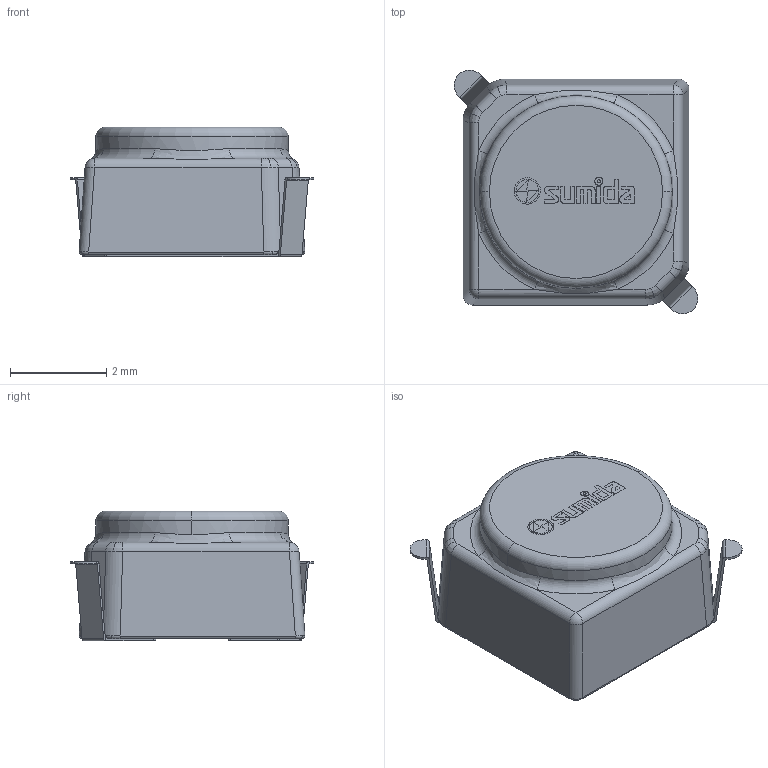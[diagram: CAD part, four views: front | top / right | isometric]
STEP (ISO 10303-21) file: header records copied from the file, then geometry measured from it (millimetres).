
FILE_DESCRIPTION (( 'STEP AP214' ), '1' );
FILE_NAME ('CDRH4D22HPNP-2R2NC.STEP', '2022-10-26T16:20:15', ( '' ), ( '' ), 'SwSTEP 2.0', 'SolidWorks 2022', '' );
FILE_SCHEMA (( 'AUTOMOTIVE_DESIGN' ));
Length unit declared in the file: millimetre
Products named in the file (3): CDRH4D22HPNP-2R2NC; Sumida Logo
Assembly tree (2 placements, depth 2):
  CDRH4D22HPNP-2R2NC
    CDRH4D22HPNP-2R2NC
    Sumida Logo
Bounding box: 5.06 x 5.06 x 2.7 mm (x, y, z)
Volume: 47.8 mm3; surface area: 107.8 mm2
Topology: 9 solids, 9 shells, 288 faces, 756 edges, 487 vertices
Faces by surface type: bspline 131, plane 94, cylinder 46, torus 15, sphere 2
Entity records: 11450 total; most frequent: CARTESIAN_POINT 3613, ORIENTED_EDGE 1512, DIRECTION 930, EDGE_CURVE 756, VERTEX_POINT 487, LINE 346, VECTOR 346, EDGE_LOOP 299
